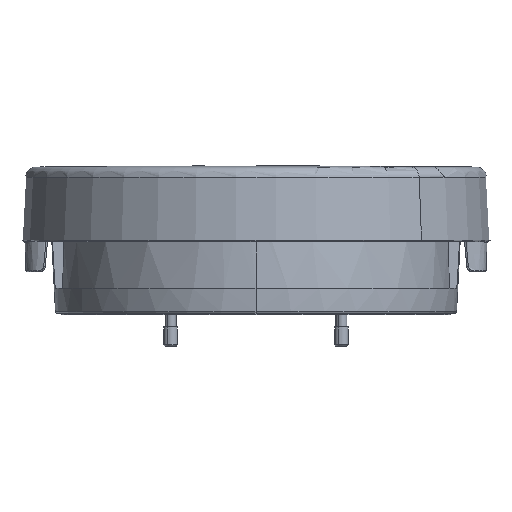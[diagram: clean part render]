
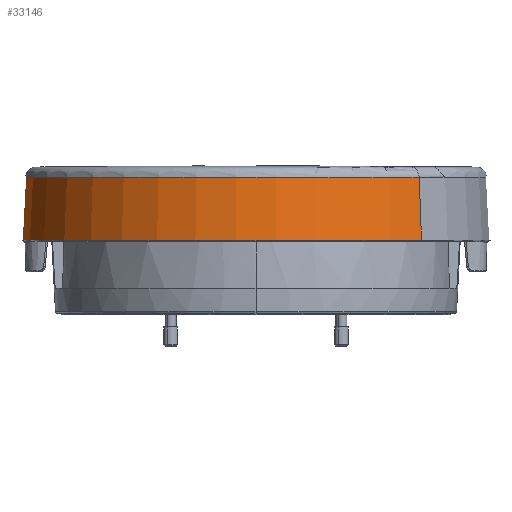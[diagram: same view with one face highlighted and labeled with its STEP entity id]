
A CAD part, front view. The second image highlights one B-rep face of the part: STEP entity #33146.
In plain terms, the highlighted conical face has half-angle 3 degrees and reference radius 83.585 mm.
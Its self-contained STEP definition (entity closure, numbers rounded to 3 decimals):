
#32895=AXIS2_PLACEMENT_3D('Circle Axis2P3D',#32893,#32894,$) ;
#33119=AXIS2_PLACEMENT_3D('Cone Axis2P3D',#33116,#33117,#33118) ;
#33130=AXIS2_PLACEMENT_3D('Circle Axis2P3D',#33128,#33129,$) ;
#32890=CARTESIAN_POINT('Vertex',(-59.242,59.242,40.253)) ;
#32893=CARTESIAN_POINT('Axis2P3D Location',(0.,0.,40.253)) ;
#32897=CARTESIAN_POINT('Vertex',(59.242,-59.242,40.253)) ;
#33116=CARTESIAN_POINT('Axis2P3D Location',(0.,0.,44.)) ;
#33121=CARTESIAN_POINT('Line Origine',(-59.594,59.594,30.763)) ;
#33125=CARTESIAN_POINT('Vertex',(-60.085,60.085,17.526)) ;
#33128=CARTESIAN_POINT('Axis2P3D Location',(0.,0.,17.526)) ;
#33132=CARTESIAN_POINT('Vertex',(60.085,-60.085,17.526)) ;
#33135=CARTESIAN_POINT('Line Origine',(59.594,-59.594,30.763)) ;
#32894=DIRECTION('Axis2P3D Direction',(0.,0.,1.)) ;
#33117=DIRECTION('Axis2P3D Direction',(0.,0.,-1.)) ;
#33118=DIRECTION('Axis2P3D XDirection',(0.707,-0.707,0.)) ;
#33122=DIRECTION('Vector Direction',(-0.037,0.037,-0.999)) ;
#33129=DIRECTION('Axis2P3D Direction',(0.,0.,-1.)) ;
#33136=DIRECTION('Vector Direction',(0.037,-0.037,-0.999)) ;
#33123=VECTOR('Line Direction',#33122,1.) ;
#33137=VECTOR('Line Direction',#33136,1.) ;
#33141=ORIENTED_EDGE('',*,*,#32899,.F.) ;
#33142=ORIENTED_EDGE('',*,*,#33127,.T.) ;
#33143=ORIENTED_EDGE('',*,*,#33134,.F.) ;
#33144=ORIENTED_EDGE('',*,*,#33139,.F.) ;
#33146=ADVANCED_FACE('D005743\\Corps principal',(#33145),#33120,.T.) ;
#32896=CIRCLE('generated circle',#32895,83.781) ;
#33131=CIRCLE('generated circle',#33130,84.972) ;
#33120=CONICAL_SURFACE('Cone',#33119,83.585,0.052) ;
#32899=EDGE_CURVE('',#32891,#32898,#32896,.T.) ;
#33127=EDGE_CURVE('',#32891,#33126,#33124,.T.) ;
#33134=EDGE_CURVE('',#33133,#33126,#33131,.T.) ;
#33139=EDGE_CURVE('',#32898,#33133,#33138,.T.) ;
#33140=EDGE_LOOP('',(#33141,#33142,#33143,#33144)) ;
#33145=FACE_OUTER_BOUND('',#33140,.T.) ;
#33124=LINE('Line',#33121,#33123) ;
#33138=LINE('Line',#33135,#33137) ;
#32891=VERTEX_POINT('',#32890) ;
#32898=VERTEX_POINT('',#32897) ;
#33126=VERTEX_POINT('',#33125) ;
#33133=VERTEX_POINT('',#33132) ;
